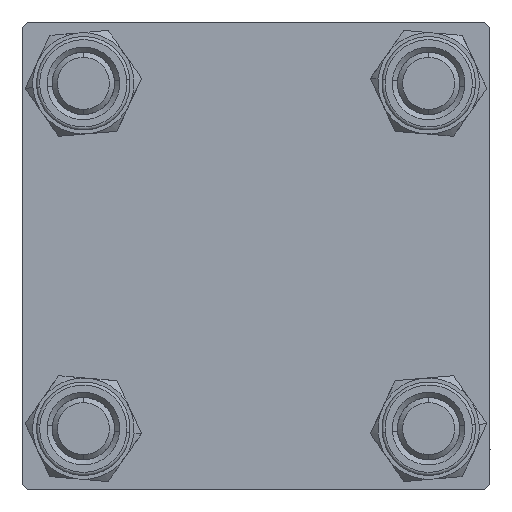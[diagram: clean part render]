
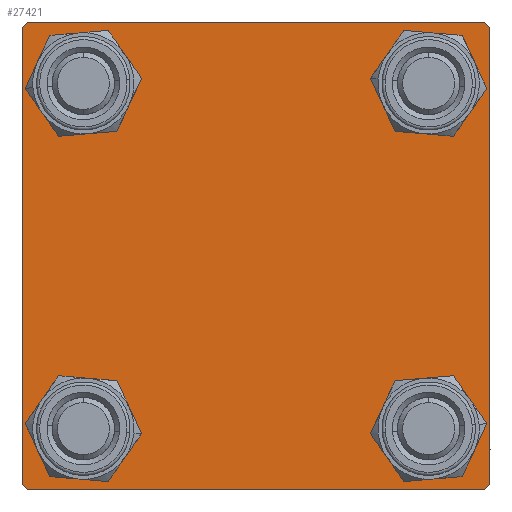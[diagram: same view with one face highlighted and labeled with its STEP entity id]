
A CAD part, left-side view. The second image highlights one B-rep face of the part: STEP entity #27421.
In plain terms, the highlighted planar face has unit normal (-1, 0, 0).
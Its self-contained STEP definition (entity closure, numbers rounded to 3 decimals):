
#147 = EDGE_LOOP ( 'NONE', ( #46093, #12796 ) ) ;
#639 = CARTESIAN_POINT ( 'NONE',  ( 0., -16.6, 20.1 ) ) ;
#759 = CARTESIAN_POINT ( 'NONE',  ( 0., 16.6, -13.1 ) ) ;
#885 = CARTESIAN_POINT ( 'NONE',  ( 0., -16.6, 13.1 ) ) ;
#888 = CARTESIAN_POINT ( 'NONE',  ( 0., -22., -22.5 ) ) ;
#941 = VECTOR ( 'NONE', #33624, 1000. ) ;
#1001 = DIRECTION ( 'NONE',  ( 0., -0.707, -0.707 ) ) ;
#1176 = CARTESIAN_POINT ( 'NONE',  ( 0., 22., -22.5 ) ) ;
#1285 = VERTEX_POINT ( 'NONE', #7759 ) ;
#1993 = LINE ( 'NONE', #19510, #42567 ) ;
#2438 = FACE_BOUND ( 'NONE', #147, .T. ) ;
#2864 = CARTESIAN_POINT ( 'NONE',  ( 0., 22.5, 22.5 ) ) ;
#4065 = AXIS2_PLACEMENT_3D ( 'NONE', #44993, #40682, #19672 ) ;
#4339 = CARTESIAN_POINT ( 'NONE',  ( 0., 16.6, 16.6 ) ) ;
#4547 = DIRECTION ( 'NONE',  ( 0., 0., 1. ) ) ;
#4870 = ORIENTED_EDGE ( 'NONE', *, *, #32414, .T. ) ;
#4948 = DIRECTION ( 'NONE',  ( 0., -1., 0. ) ) ;
#5427 = DIRECTION ( 'NONE',  ( 0., 0.707, -0.707 ) ) ;
#5921 = AXIS2_PLACEMENT_3D ( 'NONE', #9586, #22513, #40899 ) ;
#6226 = CARTESIAN_POINT ( 'NONE',  ( 0., 16.6, 13.1 ) ) ;
#6423 = VECTOR ( 'NONE', #7586, 1000. ) ;
#6459 = CARTESIAN_POINT ( 'NONE',  ( 0., 22., 22.5 ) ) ;
#7008 = ORIENTED_EDGE ( 'NONE', *, *, #30693, .T. ) ;
#7586 = DIRECTION ( 'NONE',  ( 0., -1., 0. ) ) ;
#7663 = CIRCLE ( 'NONE', #15962, 3.5 ) ;
#7759 = CARTESIAN_POINT ( 'NONE',  ( 0., 22.5, 22. ) ) ;
#8396 = DIRECTION ( 'NONE',  ( 0., 0.707, 0.707 ) ) ;
#8578 = DIRECTION ( 'NONE',  ( 0., 0., 1. ) ) ;
#9458 = EDGE_CURVE ( 'NONE', #56148, #31069, #38407, .T. ) ;
#9586 = CARTESIAN_POINT ( 'NONE',  ( 0., 16.6, -16.6 ) ) ;
#9710 = VERTEX_POINT ( 'NONE', #17905 ) ;
#10631 = EDGE_CURVE ( 'NONE', #54899, #19806, #43229, .T. ) ;
#11256 = VERTEX_POINT ( 'NONE', #16683 ) ;
#11437 = AXIS2_PLACEMENT_3D ( 'NONE', #25829, #52841, #4547 ) ;
#12506 = ORIENTED_EDGE ( 'NONE', *, *, #21815, .T. ) ;
#12796 = ORIENTED_EDGE ( 'NONE', *, *, #29467, .T. ) ;
#12968 = VERTEX_POINT ( 'NONE', #48036 ) ;
#13120 = EDGE_CURVE ( 'NONE', #1285, #56148, #46265, .T. ) ;
#13174 = VECTOR ( 'NONE', #19808, 1000. ) ;
#14108 = AXIS2_PLACEMENT_3D ( 'NONE', #4339, #18116, #17837 ) ;
#14161 = CIRCLE ( 'NONE', #34354, 3.5 ) ;
#14254 = VERTEX_POINT ( 'NONE', #639 ) ;
#15004 = ORIENTED_EDGE ( 'NONE', *, *, #31057, .T. ) ;
#15053 = ORIENTED_EDGE ( 'NONE', *, *, #47505, .T. ) ;
#15216 = DIRECTION ( 'NONE',  ( 0., -0.707, 0.707 ) ) ;
#15962 = AXIS2_PLACEMENT_3D ( 'NONE', #30704, #47962, #8578 ) ;
#16553 = CARTESIAN_POINT ( 'NONE',  ( 0., 22.25, -22.25 ) ) ;
#16683 = CARTESIAN_POINT ( 'NONE',  ( 0., 16.6, -20.1 ) ) ;
#17332 = CARTESIAN_POINT ( 'NONE',  ( 0., 22.5, -22.5 ) ) ;
#17363 = CARTESIAN_POINT ( 'NONE',  ( 0., -16.6, -16.6 ) ) ;
#17837 = DIRECTION ( 'NONE',  ( 0., 0., 1. ) ) ;
#17905 = CARTESIAN_POINT ( 'NONE',  ( 0., 16.6, 20.1 ) ) ;
#18116 = DIRECTION ( 'NONE',  ( 1., 0., 0. ) ) ;
#18151 = LINE ( 'NONE', #31364, #46364 ) ;
#19510 = CARTESIAN_POINT ( 'NONE',  ( 0., -22.25, -22.25 ) ) ;
#19647 = EDGE_LOOP ( 'NONE', ( #15004, #12506 ) ) ;
#19672 = DIRECTION ( 'NONE',  ( 0., 0., 1. ) ) ;
#19806 = VERTEX_POINT ( 'NONE', #37721 ) ;
#19808 = DIRECTION ( 'NONE',  ( 0., 0., -1. ) ) ;
#20227 = ORIENTED_EDGE ( 'NONE', *, *, #49760, .T. ) ;
#20530 = FACE_BOUND ( 'NONE', #29861, .T. ) ;
#20830 = AXIS2_PLACEMENT_3D ( 'NONE', #17363, #34337, #40057 ) ;
#21041 = VERTEX_POINT ( 'NONE', #888 ) ;
#21815 = EDGE_CURVE ( 'NONE', #52633, #14254, #7663, .T. ) ;
#22160 = DIRECTION ( 'NONE',  ( 1., 0., 0. ) ) ;
#22358 = EDGE_CURVE ( 'NONE', #9710, #34303, #31535, .T. ) ;
#22445 = EDGE_CURVE ( 'NONE', #29091, #12968, #45690, .T. ) ;
#22513 = DIRECTION ( 'NONE',  ( 1., 0., 0. ) ) ;
#23984 = DIRECTION ( 'NONE',  ( 0., 0., 1. ) ) ;
#24559 = FACE_OUTER_BOUND ( 'NONE', #26530, .T. ) ;
#25829 = CARTESIAN_POINT ( 'NONE',  ( 0., -16.6, -16.6 ) ) ;
#26468 = VERTEX_POINT ( 'NONE', #42743 ) ;
#26530 = EDGE_LOOP ( 'NONE', ( #29323, #26955, #33059, #40350, #39469, #20227, #40893, #4870 ) ) ;
#26578 = VECTOR ( 'NONE', #1001, 1000. ) ;
#26955 = ORIENTED_EDGE ( 'NONE', *, *, #9458, .T. ) ;
#27270 = LINE ( 'NONE', #44808, #34470 ) ;
#27421 = ADVANCED_FACE ( 'NONE', ( #42110, #2438, #20530, #32617, #24559 ), #45838, .T. ) ;
#27581 = CARTESIAN_POINT ( 'NONE',  ( 0., -22.5, 22.5 ) ) ;
#27597 = ORIENTED_EDGE ( 'NONE', *, *, #46670, .T. ) ;
#27767 = DIRECTION ( 'NONE',  ( 0., 0., 1. ) ) ;
#27949 = CIRCLE ( 'NONE', #48161, 3.5 ) ;
#28382 = CARTESIAN_POINT ( 'NONE',  ( 0., 22.5, -22. ) ) ;
#28614 = CARTESIAN_POINT ( 'NONE',  ( 0., 16.6, -16.6 ) ) ;
#28639 = VERTEX_POINT ( 'NONE', #759 ) ;
#29091 = VERTEX_POINT ( 'NONE', #48130 ) ;
#29323 = ORIENTED_EDGE ( 'NONE', *, *, #13120, .T. ) ;
#29467 = EDGE_CURVE ( 'NONE', #26468, #41119, #30676, .T. ) ;
#29861 = EDGE_LOOP ( 'NONE', ( #27597, #7008 ) ) ;
#29946 = CARTESIAN_POINT ( 'NONE',  ( 0., -16.6, 16.6 ) ) ;
#30676 = CIRCLE ( 'NONE', #11437, 3.5 ) ;
#30693 = EDGE_CURVE ( 'NONE', #11256, #28639, #56452, .T. ) ;
#30704 = CARTESIAN_POINT ( 'NONE',  ( 0., -16.6, 16.6 ) ) ;
#31057 = EDGE_CURVE ( 'NONE', #14254, #52633, #27949, .T. ) ;
#31069 = VERTEX_POINT ( 'NONE', #1176 ) ;
#31364 = CARTESIAN_POINT ( 'NONE',  ( 0., -22.25, 22.25 ) ) ;
#31535 = CIRCLE ( 'NONE', #14108, 3.5 ) ;
#31881 = CARTESIAN_POINT ( 'NONE',  ( 0., -16.6, -13.1 ) ) ;
#32414 = EDGE_CURVE ( 'NONE', #54899, #1285, #27270, .T. ) ;
#32590 = EDGE_LOOP ( 'NONE', ( #44618, #15053 ) ) ;
#32617 = FACE_BOUND ( 'NONE', #32590, .T. ) ;
#33059 = ORIENTED_EDGE ( 'NONE', *, *, #37496, .T. ) ;
#33441 = CIRCLE ( 'NONE', #4065, 3.5 ) ;
#33624 = DIRECTION ( 'NONE',  ( 0., 0., -1. ) ) ;
#34303 = VERTEX_POINT ( 'NONE', #6226 ) ;
#34337 = DIRECTION ( 'NONE',  ( 1., 0., 0. ) ) ;
#34354 = AXIS2_PLACEMENT_3D ( 'NONE', #28614, #46158, #27767 ) ;
#34470 = VECTOR ( 'NONE', #5427, 1000. ) ;
#34639 = CIRCLE ( 'NONE', #20830, 3.5 ) ;
#35244 = AXIS2_PLACEMENT_3D ( 'NONE', #37217, #42684, #23984 ) ;
#37217 = CARTESIAN_POINT ( 'NONE',  ( 0., 0., 0. ) ) ;
#37496 = EDGE_CURVE ( 'NONE', #31069, #21041, #48083, .T. ) ;
#37721 = CARTESIAN_POINT ( 'NONE',  ( 0., -22., 22.5 ) ) ;
#38407 = LINE ( 'NONE', #16553, #26578 ) ;
#38894 = EDGE_CURVE ( 'NONE', #21041, #12968, #1993, .T. ) ;
#39469 = ORIENTED_EDGE ( 'NONE', *, *, #22445, .F. ) ;
#40057 = DIRECTION ( 'NONE',  ( 0., 0., 1. ) ) ;
#40350 = ORIENTED_EDGE ( 'NONE', *, *, #38894, .T. ) ;
#40682 = DIRECTION ( 'NONE',  ( 1., 0., 0. ) ) ;
#40893 = ORIENTED_EDGE ( 'NONE', *, *, #10631, .F. ) ;
#40899 = DIRECTION ( 'NONE',  ( 0., 0., 1. ) ) ;
#41119 = VERTEX_POINT ( 'NONE', #31881 ) ;
#42110 = FACE_BOUND ( 'NONE', #19647, .T. ) ;
#42567 = VECTOR ( 'NONE', #15216, 1000. ) ;
#42684 = DIRECTION ( 'NONE',  ( -1., 0., 0. ) ) ;
#42743 = CARTESIAN_POINT ( 'NONE',  ( 0., -16.6, -20.1 ) ) ;
#43229 = LINE ( 'NONE', #56153, #6423 ) ;
#44618 = ORIENTED_EDGE ( 'NONE', *, *, #22358, .T. ) ;
#44808 = CARTESIAN_POINT ( 'NONE',  ( 0., 22.25, 22.25 ) ) ;
#44993 = CARTESIAN_POINT ( 'NONE',  ( 0., 16.6, 16.6 ) ) ;
#45690 = LINE ( 'NONE', #27581, #13174 ) ;
#45838 = PLANE ( 'NONE',  #35244 ) ;
#46093 = ORIENTED_EDGE ( 'NONE', *, *, #55037, .T. ) ;
#46158 = DIRECTION ( 'NONE',  ( 1., 0., 0. ) ) ;
#46265 = LINE ( 'NONE', #2864, #941 ) ;
#46364 = VECTOR ( 'NONE', #8396, 1000. ) ;
#46670 = EDGE_CURVE ( 'NONE', #28639, #11256, #14161, .T. ) ;
#47505 = EDGE_CURVE ( 'NONE', #34303, #9710, #33441, .T. ) ;
#47962 = DIRECTION ( 'NONE',  ( 1., 0., 0. ) ) ;
#48036 = CARTESIAN_POINT ( 'NONE',  ( 0., -22.5, -22. ) ) ;
#48083 = LINE ( 'NONE', #17332, #49797 ) ;
#48130 = CARTESIAN_POINT ( 'NONE',  ( 0., -22.5, 22. ) ) ;
#48161 = AXIS2_PLACEMENT_3D ( 'NONE', #29946, #22160, #53772 ) ;
#49760 = EDGE_CURVE ( 'NONE', #29091, #19806, #18151, .T. ) ;
#49797 = VECTOR ( 'NONE', #4948, 1000. ) ;
#52633 = VERTEX_POINT ( 'NONE', #885 ) ;
#52841 = DIRECTION ( 'NONE',  ( 1., 0., 0. ) ) ;
#53772 = DIRECTION ( 'NONE',  ( 0., 0., 1. ) ) ;
#54899 = VERTEX_POINT ( 'NONE', #6459 ) ;
#55037 = EDGE_CURVE ( 'NONE', #41119, #26468, #34639, .T. ) ;
#56148 = VERTEX_POINT ( 'NONE', #28382 ) ;
#56153 = CARTESIAN_POINT ( 'NONE',  ( 0., 22.5, 22.5 ) ) ;
#56452 = CIRCLE ( 'NONE', #5921, 3.5 ) ;
